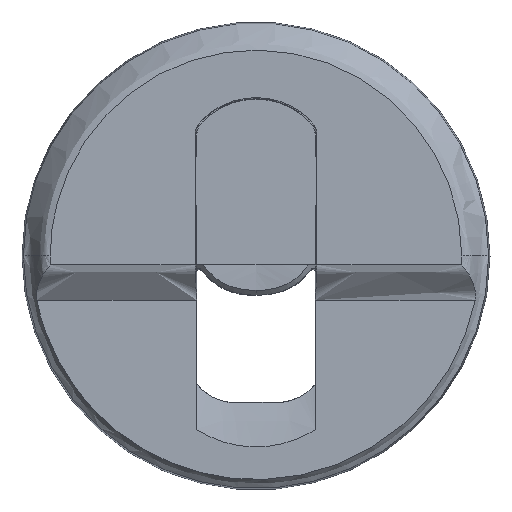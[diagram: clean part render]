
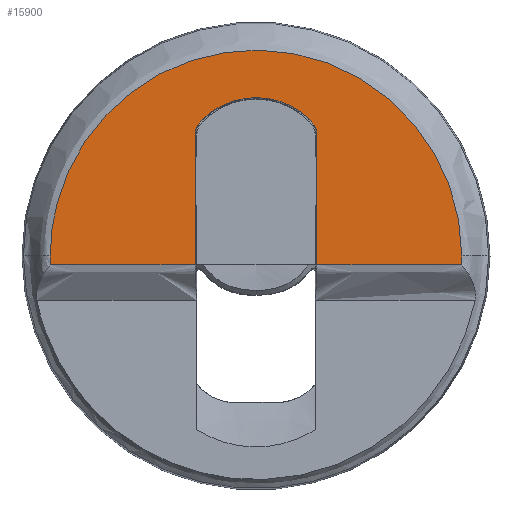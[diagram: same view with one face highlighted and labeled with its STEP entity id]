
A CAD part, top view. The second image highlights one B-rep face of the part: STEP entity #15900.
In plain terms, the highlighted face is a extrusion surface.
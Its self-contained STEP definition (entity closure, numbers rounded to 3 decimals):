
#12840=CARTESIAN_POINT('Vertex',(6.889,-1.,11.9)) ;
#12844=CARTESIAN_POINT('Control Point',(6.889,13.729,11.9)) ;
#12845=CARTESIAN_POINT('Control Point',(6.889,10.783,11.9)) ;
#12846=CARTESIAN_POINT('Control Point',(6.889,7.837,11.9)) ;
#12847=CARTESIAN_POINT('Control Point',(6.889,4.891,11.9)) ;
#12848=CARTESIAN_POINT('Control Point',(6.889,1.946,11.9)) ;
#12849=CARTESIAN_POINT('Control Point',(6.889,-1.,11.9)) ;
#12850=CARTESIAN_POINT('Vertex',(6.889,13.729,11.9)) ;
#13603=CARTESIAN_POINT('Vertex',(-6.889,13.729,11.9)) ;
#13607=CARTESIAN_POINT('Control Point',(-6.889,13.729,11.9)) ;
#13608=CARTESIAN_POINT('Control Point',(-6.889,10.783,11.9)) ;
#13609=CARTESIAN_POINT('Control Point',(-6.889,7.837,11.9)) ;
#13610=CARTESIAN_POINT('Control Point',(-6.889,4.891,11.9)) ;
#13611=CARTESIAN_POINT('Control Point',(-6.889,1.946,11.9)) ;
#13612=CARTESIAN_POINT('Control Point',(-6.889,-1.,11.9)) ;
#13613=CARTESIAN_POINT('Vertex',(-6.889,-1.,11.9)) ;
#15766=CARTESIAN_POINT('Control Point',(6.719,14.573,11.9)) ;
#15767=CARTESIAN_POINT('Control Point',(6.831,14.306,11.9)) ;
#15768=CARTESIAN_POINT('Control Point',(6.889,14.017,11.9)) ;
#15769=CARTESIAN_POINT('Control Point',(6.889,13.729,11.9)) ;
#15770=CARTESIAN_POINT('Vertex',(6.719,14.573,11.9)) ;
#15802=CARTESIAN_POINT('Line Origine',(-0.5,-1.,11.9)) ;
#15810=CARTESIAN_POINT('Control Point',(6.889,-1.,11.9)) ;
#15811=CARTESIAN_POINT('Control Point',(23.279,-1.,11.9)) ;
#15812=CARTESIAN_POINT('Vertex',(23.279,-1.,11.9)) ;
#15816=CARTESIAN_POINT('Control Point',(23.3,0.,11.9)) ;
#15817=CARTESIAN_POINT('Control Point',(23.3,-0.333,11.9)) ;
#15818=CARTESIAN_POINT('Control Point',(23.293,-0.667,11.9)) ;
#15819=CARTESIAN_POINT('Control Point',(23.279,-1.,11.9)) ;
#15820=CARTESIAN_POINT('Vertex',(23.3,0.,11.9)) ;
#15824=CARTESIAN_POINT('Control Point',(23.3,0.,11.9)) ;
#15825=CARTESIAN_POINT('Control Point',(23.3,4.742,11.9)) ;
#15826=CARTESIAN_POINT('Control Point',(22.094,9.484,11.9)) ;
#15827=CARTESIAN_POINT('Control Point',(19.677,13.816,11.9)) ;
#15828=CARTESIAN_POINT('Control Point',(14.576,19.093,11.9)) ;
#15829=CARTESIAN_POINT('Control Point',(8.048,22.06,11.9)) ;
#15830=CARTESIAN_POINT('Control Point',(5.756,22.766,11.9)) ;
#15831=CARTESIAN_POINT('Control Point',(-1.311,23.985,11.9)) ;
#15832=CARTESIAN_POINT('Control Point',(-8.498,22.492,11.9)) ;
#15833=CARTESIAN_POINT('Control Point',(-12.933,20.269,11.9)) ;
#15834=CARTESIAN_POINT('Control Point',(-18.749,15.123,11.9)) ;
#15835=CARTESIAN_POINT('Control Point',(-22.053,8.268,11.9)) ;
#15836=CARTESIAN_POINT('Control Point',(-22.884,5.567,11.9)) ;
#15837=CARTESIAN_POINT('Control Point',(-23.3,2.783,11.9)) ;
#15838=CARTESIAN_POINT('Control Point',(-23.3,0.,11.9)) ;
#15839=CARTESIAN_POINT('Vertex',(-23.3,0.,11.9)) ;
#15843=CARTESIAN_POINT('Control Point',(-23.279,-1.,11.9)) ;
#15844=CARTESIAN_POINT('Control Point',(-23.293,-0.667,11.9)) ;
#15845=CARTESIAN_POINT('Control Point',(-23.3,-0.333,11.9)) ;
#15846=CARTESIAN_POINT('Control Point',(-23.3,0.,11.9)) ;
#15847=CARTESIAN_POINT('Vertex',(-23.279,-1.,11.9)) ;
#15851=CARTESIAN_POINT('Control Point',(-23.279,-1.,11.9)) ;
#15852=CARTESIAN_POINT('Control Point',(-6.889,-1.,11.9)) ;
#15855=CARTESIAN_POINT('Control Point',(-6.719,14.573,11.9)) ;
#15856=CARTESIAN_POINT('Control Point',(-6.831,14.306,11.9)) ;
#15857=CARTESIAN_POINT('Control Point',(-6.889,14.017,11.9)) ;
#15858=CARTESIAN_POINT('Control Point',(-6.889,13.729,11.9)) ;
#15859=CARTESIAN_POINT('Vertex',(-6.719,14.573,11.9)) ;
#15863=CARTESIAN_POINT('Control Point',(-6.283,15.24,11.9)) ;
#15864=CARTESIAN_POINT('Control Point',(-6.467,15.047,11.9)) ;
#15865=CARTESIAN_POINT('Control Point',(-6.616,14.82,11.9)) ;
#15866=CARTESIAN_POINT('Control Point',(-6.719,14.573,11.9)) ;
#15867=CARTESIAN_POINT('Vertex',(-6.283,15.24,11.9)) ;
#15871=CARTESIAN_POINT('Control Point',(6.283,15.24,11.9)) ;
#15872=CARTESIAN_POINT('Control Point',(4.341,17.273,11.9)) ;
#15873=CARTESIAN_POINT('Control Point',(1.577,18.523,11.9)) ;
#15874=CARTESIAN_POINT('Control Point',(-1.577,18.523,11.9)) ;
#15875=CARTESIAN_POINT('Control Point',(-4.341,17.273,11.9)) ;
#15876=CARTESIAN_POINT('Control Point',(-6.283,15.24,11.9)) ;
#15877=CARTESIAN_POINT('Vertex',(6.283,15.24,11.9)) ;
#15881=CARTESIAN_POINT('Control Point',(6.283,15.24,11.9)) ;
#15882=CARTESIAN_POINT('Control Point',(6.467,15.047,11.9)) ;
#15883=CARTESIAN_POINT('Control Point',(6.616,14.82,11.9)) ;
#15884=CARTESIAN_POINT('Control Point',(6.719,14.573,11.9)) ;
#15803=DIRECTION('Vector Direction',(1.,0.,0.)) ;
#15806=DIRECTION('Vector Direction',(0.,1.,0.)) ;
#15804=VECTOR('Line Direction',#15803,1.) ;
#15807=VECTOR('Extrusion Surface Vector',#15806,1.) ;
#15887=ORIENTED_EDGE('',*,*,#15814,.T.) ;
#15888=ORIENTED_EDGE('',*,*,#15822,.F.) ;
#15889=ORIENTED_EDGE('',*,*,#15841,.T.) ;
#15890=ORIENTED_EDGE('',*,*,#15849,.F.) ;
#15891=ORIENTED_EDGE('',*,*,#15853,.T.) ;
#15892=ORIENTED_EDGE('',*,*,#13615,.F.) ;
#15893=ORIENTED_EDGE('',*,*,#15861,.F.) ;
#15894=ORIENTED_EDGE('',*,*,#15869,.F.) ;
#15895=ORIENTED_EDGE('',*,*,#15879,.F.) ;
#15896=ORIENTED_EDGE('',*,*,#15885,.T.) ;
#15897=ORIENTED_EDGE('',*,*,#15772,.T.) ;
#15898=ORIENTED_EDGE('',*,*,#12852,.T.) ;
#15900=ADVANCED_FACE('0043B94-MOD-1.1',(#15899),#15808,.T.) ;
#12843=B_SPLINE_CURVE_WITH_KNOTS('',5,(#12844,#12845,#12846,#12847,#12848,#12849),.UNSPECIFIED.,.F.,.U.,(6,6),(-7.364,7.364),.UNSPECIFIED.) ;
#13606=B_SPLINE_CURVE_WITH_KNOTS('',5,(#13607,#13608,#13609,#13610,#13611,#13612),.UNSPECIFIED.,.F.,.U.,(6,6),(0.,14.729),.UNSPECIFIED.) ;
#15765=B_SPLINE_CURVE_WITH_KNOTS('',3,(#15766,#15767,#15768,#15769),.UNSPECIFIED.,.F.,.U.,(4,4),(0.,1.183),.UNSPECIFIED.) ;
#15809=B_SPLINE_CURVE_WITH_KNOTS('',1,(#15810,#15811),.UNSPECIFIED.,.F.,.U.,(2,2),(6.889,23.279),.UNSPECIFIED.) ;
#15815=B_SPLINE_CURVE_WITH_KNOTS('',3,(#15816,#15817,#15818,#15819),.UNSPECIFIED.,.F.,.U.,(4,4),(0.,1.415),.UNSPECIFIED.) ;
#15823=B_SPLINE_CURVE_WITH_KNOTS('',5,(#15824,#15825,#15826,#15827,#15828,#15829,#15830,#15831,#15832,#15833,#15834,#15835,#15836,#15837,#15838),.UNSPECIFIED.,.F.,.U.,(6,3,3,3,6),(0.,33.531,50.299,83.835,103.517),.UNSPECIFIED.) ;
#15842=B_SPLINE_CURVE_WITH_KNOTS('',3,(#15843,#15844,#15845,#15846),.UNSPECIFIED.,.F.,.U.,(4,4),(0.,1.415),.UNSPECIFIED.) ;
#15850=B_SPLINE_CURVE_WITH_KNOTS('',1,(#15851,#15852),.UNSPECIFIED.,.F.,.U.,(2,2),(-23.279,-6.889),.UNSPECIFIED.) ;
#15854=B_SPLINE_CURVE_WITH_KNOTS('',3,(#15855,#15856,#15857,#15858),.UNSPECIFIED.,.F.,.U.,(4,4),(0.,1.183),.UNSPECIFIED.) ;
#15862=B_SPLINE_CURVE_WITH_KNOTS('',3,(#15863,#15864,#15865,#15866),.UNSPECIFIED.,.F.,.U.,(4,4),(0.,1.095),.UNSPECIFIED.) ;
#15870=B_SPLINE_CURVE_WITH_KNOTS('',5,(#15871,#15872,#15873,#15874,#15875,#15876),.UNSPECIFIED.,.F.,.U.,(6,6),(0.,19.694),.UNSPECIFIED.) ;
#15880=B_SPLINE_CURVE_WITH_KNOTS('',3,(#15881,#15882,#15883,#15884),.UNSPECIFIED.,.F.,.U.,(4,4),(0.,1.095),.UNSPECIFIED.) ;
#12852=EDGE_CURVE('',#12851,#12841,#12843,.T.) ;
#13615=EDGE_CURVE('',#13604,#13614,#13606,.T.) ;
#15772=EDGE_CURVE('',#15771,#12851,#15765,.T.) ;
#15814=EDGE_CURVE('',#12841,#15813,#15809,.T.) ;
#15822=EDGE_CURVE('',#15821,#15813,#15815,.T.) ;
#15841=EDGE_CURVE('',#15821,#15840,#15823,.T.) ;
#15849=EDGE_CURVE('',#15848,#15840,#15842,.T.) ;
#15853=EDGE_CURVE('',#15848,#13614,#15850,.T.) ;
#15861=EDGE_CURVE('',#15860,#13604,#15854,.T.) ;
#15869=EDGE_CURVE('',#15868,#15860,#15862,.T.) ;
#15879=EDGE_CURVE('',#15878,#15868,#15870,.T.) ;
#15885=EDGE_CURVE('',#15878,#15771,#15880,.T.) ;
#15886=EDGE_LOOP('',(#15887,#15888,#15889,#15890,#15891,#15892,#15893,#15894,#15895,#15896,#15897,#15898)) ;
#15899=FACE_OUTER_BOUND('',#15886,.T.) ;
#15805=LINE('Line',#15802,#15804) ;
#15808=SURFACE_OF_LINEAR_EXTRUSION('generated tabulated cylinder',#15805,#15807) ;
#12841=VERTEX_POINT('',#12840) ;
#12851=VERTEX_POINT('',#12850) ;
#13604=VERTEX_POINT('',#13603) ;
#13614=VERTEX_POINT('',#13613) ;
#15771=VERTEX_POINT('',#15770) ;
#15813=VERTEX_POINT('',#15812) ;
#15821=VERTEX_POINT('',#15820) ;
#15840=VERTEX_POINT('',#15839) ;
#15848=VERTEX_POINT('',#15847) ;
#15860=VERTEX_POINT('',#15859) ;
#15868=VERTEX_POINT('',#15867) ;
#15878=VERTEX_POINT('',#15877) ;
